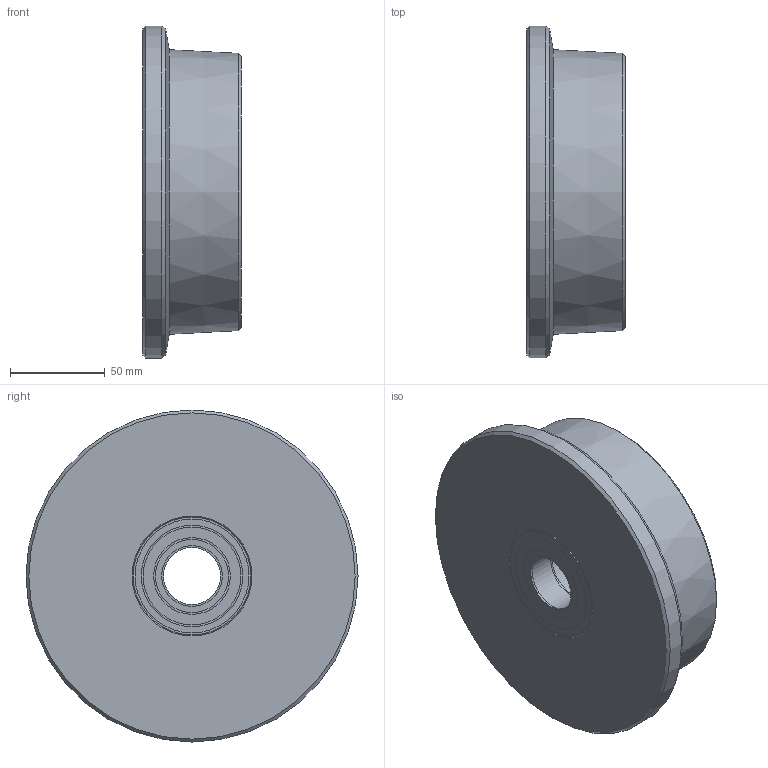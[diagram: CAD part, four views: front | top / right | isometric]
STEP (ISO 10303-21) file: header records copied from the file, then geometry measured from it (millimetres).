
FILE_DESCRIPTION (( 'STEP AP214' ), '1' );
FILE_NAME ('0023945_SPS-150-52-52-K30.step', '2018-01-08T14:15:31', ( '' ), ( '' ), 'SwSTEP 2.0', 'SolidWorks 2016', '' );
FILE_SCHEMA (( 'AUTOMOTIVE_DESIGN' ));
Length unit declared in the file: millimetre
Products named in the file (1): 0023945_SPS-150-52-52-K30
Bounding box: 52 x 175 x 175 mm (x, y, z)
Surface area: 87336.5 mm2 (no closed solid volume)
Topology: 0 solids, 12 shells, 31 faces, 69 edges, 50 vertices
Faces by surface type: plane 12, cylinder 8, cone 7, torus 4
Full cylindrical faces by diameter (mm): 30 x4, 50 x1, 62 x2, 175 x1
Entity records: 1099 total; most frequent: DIRECTION 150, CARTESIAN_POINT 118, AXIS2_PLACEMENT_3D 75, EDGE_LOOP 62, ORIENTED_EDGE 62, EDGE_CURVE 43, CIRCLE 43, VERTEX_POINT 43
